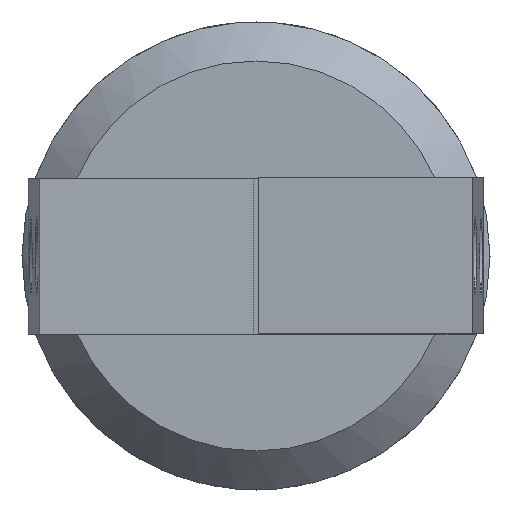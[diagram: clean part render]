
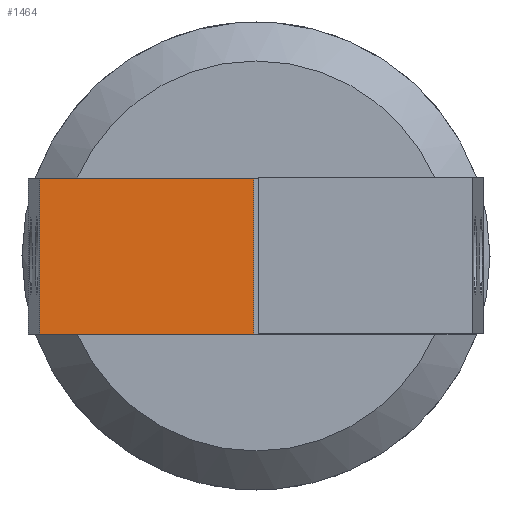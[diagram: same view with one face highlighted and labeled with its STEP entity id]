
A CAD part, front view. The second image highlights one B-rep face of the part: STEP entity #1464.
In plain terms, the highlighted face is planar.
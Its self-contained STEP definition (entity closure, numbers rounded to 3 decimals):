
#84=PLANE('',#1583);
#165=LINE('',#2246,#236);
#167=LINE('',#2250,#238);
#168=LINE('',#2252,#239);
#169=LINE('',#2254,#240);
#236=VECTOR('',#1860,1000.);
#238=VECTOR('',#1864,1000.);
#239=VECTOR('',#1865,1000.);
#240=VECTOR('',#1866,1000.);
#467=ORIENTED_EDGE('',*,*,#629,.T.);
#468=ORIENTED_EDGE('',*,*,#630,.F.);
#469=ORIENTED_EDGE('',*,*,#631,.F.);
#470=ORIENTED_EDGE('',*,*,#627,.T.);
#627=EDGE_CURVE('',#728,#727,#165,.T.);
#629=EDGE_CURVE('',#727,#729,#167,.T.);
#630=EDGE_CURVE('',#730,#729,#168,.T.);
#631=EDGE_CURVE('',#728,#730,#169,.T.);
#727=VERTEX_POINT('',#2245);
#728=VERTEX_POINT('',#2247);
#729=VERTEX_POINT('',#2251);
#730=VERTEX_POINT('',#2253);
#873=EDGE_LOOP('',(#467,#468,#469,#470));
#980=FACE_BOUND('',#873,.T.);
#1464=ADVANCED_FACE('',(#980),#84,.F.);
#1583=AXIS2_PLACEMENT_3D('',#2249,#1862,#1863);
#1860=DIRECTION('',(0.,0.,-1.));
#1862=DIRECTION('',(0.,1.,0.));
#1863=DIRECTION('',(0.,0.,1.));
#1864=DIRECTION('',(1.,0.,0.));
#1865=DIRECTION('',(0.,0.,-1.));
#1866=DIRECTION('',(1.,0.,0.));
#2245=CARTESIAN_POINT('',(-5.9,0.,-2.));
#2246=CARTESIAN_POINT('',(-5.9,0.,2.));
#2247=CARTESIAN_POINT('',(-5.9,0.,2.));
#2249=CARTESIAN_POINT('',(-5.9,0.,2.));
#2250=CARTESIAN_POINT('',(-5.9,0.,-2.));
#2251=CARTESIAN_POINT('',(-0.4,0.,-2.));
#2252=CARTESIAN_POINT('',(-0.4,0.,2.));
#2253=CARTESIAN_POINT('',(-0.4,0.,2.));
#2254=CARTESIAN_POINT('',(-5.9,0.,2.));
